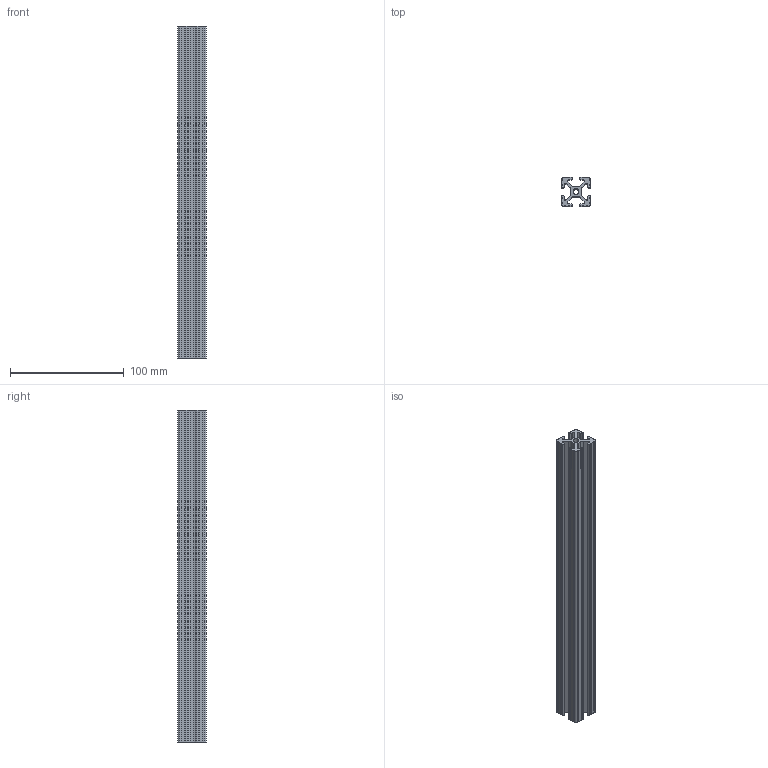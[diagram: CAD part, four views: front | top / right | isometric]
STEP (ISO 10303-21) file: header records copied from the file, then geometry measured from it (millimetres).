
FILE_DESCRIPTION(/* description */ (''),/* implementation_level */ '2;1');
FILE_NAME(/* name */ '8020 1010 x 11 5 v2.step',/* time_stamp */ '2020-01-25T23:01:53-08:00',/* author */ (''),/* organization */ (''),/* preprocessor_version */ 'ST-DEVELOPER v18',/* originating_system */ 'Autodesk Translation Framework v8.12.0.6',/* authorisation */ '');
FILE_SCHEMA (('AUTOMOTIVE_DESIGN { 1 0 10303 214 3 1 1 }'));
Length unit declared in the file: inch
Products named in the file (1): 8020 1010 x 11 5
Bounding box: 25.4 x 25.4 x 292.1 mm (x, y, z)
Volume: 81828.3 mm3; surface area: 65833.5 mm2
Topology: 1 solids, 1 shells, 99 faces, 291 edges, 194 vertices
Faces by surface type: cylinder 53, plane 46
Full cylindrical faces by diameter (mm): 5.207 x1
Entity records: 3377 total; most frequent: DIRECTION 597, CARTESIAN_POINT 585, ORIENTED_EDGE 582, EDGE_CURVE 291, AXIS2_PLACEMENT_3D 206, VERTEX_POINT 194, LINE 185, VECTOR 185
